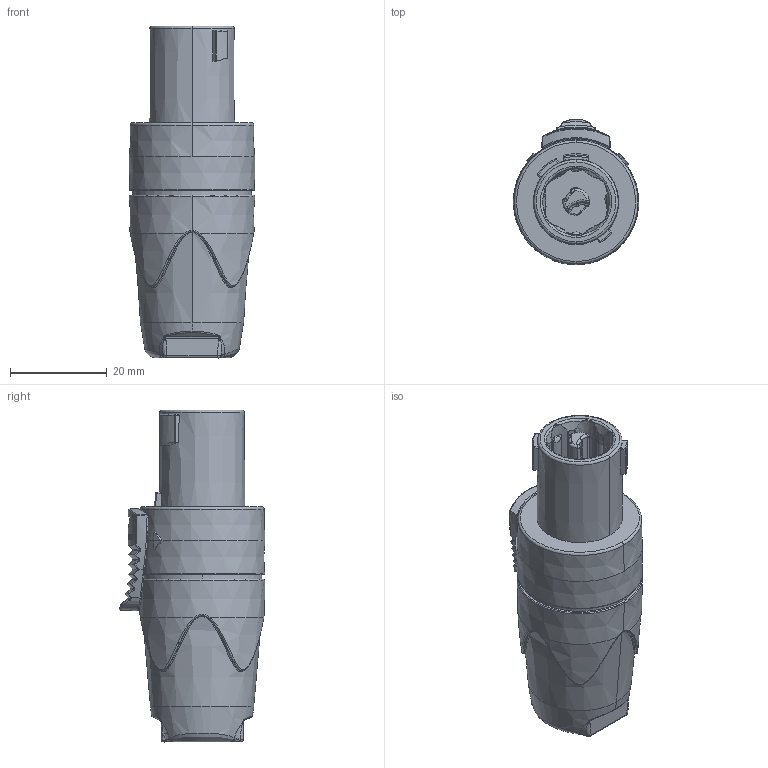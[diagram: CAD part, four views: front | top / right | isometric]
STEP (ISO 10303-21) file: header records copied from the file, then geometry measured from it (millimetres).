
FILE_DESCRIPTION((''),'2;1');
FILE_NAME('NL2FX','2019-02-28T',('odo'),(''),'CREO PARAMETRIC BY PTC INC, 2017020','CREO PARAMETRIC BY PTC INC, 2017020','');
FILE_SCHEMA(('CONFIG_CONTROL_DESIGN'));
Products named in the file (1): NL2FX
Bounding box: 26 x 30.18 x 68.75 mm (x, y, z)
Volume: 25028.8 mm3; surface area: 7901 mm2
Topology: 1 solids, 9 shells, 593 faces, 1407 edges, 846 vertices
Faces by surface type: bspline 244, plane 133, cone 65, cylinder 64, torus 53, sphere 24, extrusion 10
Entity records: 34500 total; most frequent: CARTESIAN_POINT 22679, ORIENTED_EDGE 2814, DIRECTION 1969, EDGE_CURVE 1407, AXIS2_PLACEMENT_3D 857, VERTEX_POINT 846, B_SPLINE_CURVE_WITH_KNOTS 654, EDGE_LOOP 611
